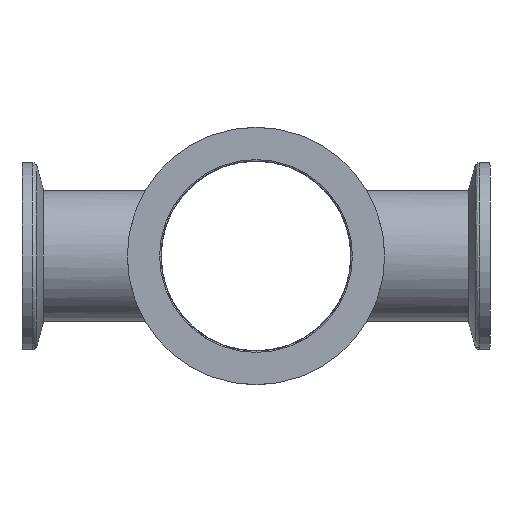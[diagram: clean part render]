
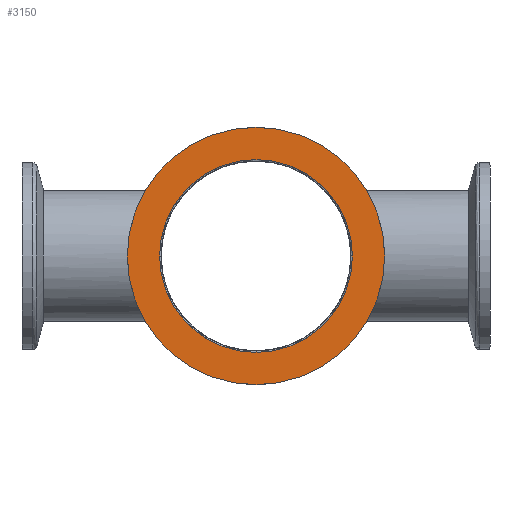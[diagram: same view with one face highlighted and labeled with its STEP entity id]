
A CAD part, left-side view. The second image highlights one B-rep face of the part: STEP entity #3150.
In plain terms, the highlighted face is planar.
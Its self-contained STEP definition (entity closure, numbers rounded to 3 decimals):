
#613 = DIRECTION ( 'NONE',  ( 0., 0., -1. ) ) ;
#639 = DIRECTION ( 'NONE',  ( 0., 1., 0. ) ) ;
#658 = VERTEX_POINT ( 'NONE', #3152 ) ;
#674 = CIRCLE ( 'NONE', #1704, 27.5 ) ;
#974 = EDGE_LOOP ( 'NONE', ( #4106 ) ) ;
#1004 = EDGE_CURVE ( 'NONE', #658, #658, #2656, .T. ) ;
#1055 = DIRECTION ( 'NONE',  ( 0., -1., 0. ) ) ;
#1323 = AXIS2_PLACEMENT_3D ( 'NONE', #2420, #639, #1377 ) ;
#1372 = AXIS2_PLACEMENT_3D ( 'NONE', #3204, #1055, #3137 ) ;
#1377 = DIRECTION ( 'NONE',  ( 0., 0., 1. ) ) ;
#1654 = PLANE ( 'NONE',  #1323 ) ;
#1698 = EDGE_CURVE ( 'NONE', #2856, #2856, #674, .T. ) ;
#1704 = AXIS2_PLACEMENT_3D ( 'NONE', #4525, #4190, #613 ) ;
#2420 = CARTESIAN_POINT ( 'NONE',  ( 27.5, 4.38, 0. ) ) ;
#2458 = CARTESIAN_POINT ( 'NONE',  ( 0., 4.38, -27.5 ) ) ;
#2656 = CIRCLE ( 'NONE', #1372, 20.6 ) ;
#2841 = ORIENTED_EDGE ( 'NONE', *, *, #1004, .T. ) ;
#2856 = VERTEX_POINT ( 'NONE', #2458 ) ;
#3085 = FACE_BOUND ( 'NONE', #4622, .T. ) ;
#3137 = DIRECTION ( 'NONE',  ( 0., 0., -1. ) ) ;
#3150 = ADVANCED_FACE ( 'NONE', ( #3085, #4607 ), #1654, .T. ) ;
#3152 = CARTESIAN_POINT ( 'NONE',  ( 0., 4.38, -20.6 ) ) ;
#3204 = CARTESIAN_POINT ( 'NONE',  ( 0., 4.38, 0. ) ) ;
#4106 = ORIENTED_EDGE ( 'NONE', *, *, #1698, .T. ) ;
#4190 = DIRECTION ( 'NONE',  ( 0., 1., 0. ) ) ;
#4525 = CARTESIAN_POINT ( 'NONE',  ( 0., 4.38, 0. ) ) ;
#4607 = FACE_OUTER_BOUND ( 'NONE', #974, .T. ) ;
#4622 = EDGE_LOOP ( 'NONE', ( #2841 ) ) ;
